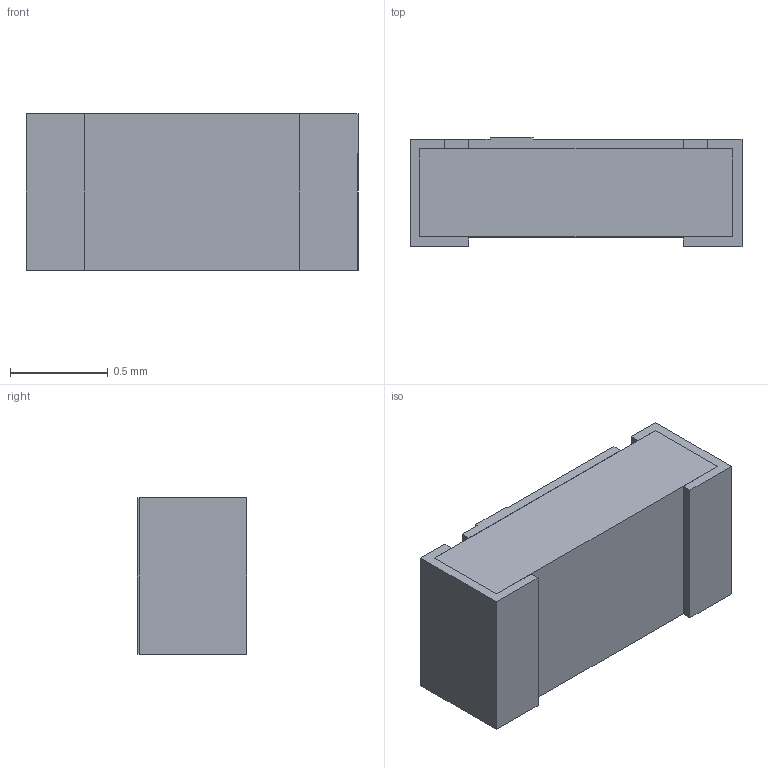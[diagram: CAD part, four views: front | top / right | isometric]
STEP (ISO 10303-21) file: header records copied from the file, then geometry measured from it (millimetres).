
FILE_DESCRIPTION (( 'STEP AP214' ), '1' );
FILE_NAME ('523CDA38-1BFB-4108-9114-EFB3429D454A.STEP', '2024-08-15T08:07:26', ( '' ), ( '' ), 'SwSTEP 2.0', 'SolidWorks 2022', '' );
FILE_SCHEMA (( 'AUTOMOTIVE_DESIGN' ));
Length unit declared in the file: millimetre
Products named in the file (1): 523CDA38-1BFB-4108-9114-EFB3429D454A
Bounding box: 1.7 x 0.56 x 0.8 mm (x, y, z)
Volume: 0.7 mm3; surface area: 10.3 mm2
Topology: 4 solids, 4 shells, 44 faces, 108 edges, 72 vertices
Faces by surface type: plane 44
Entity records: 1740 total; most frequent: CARTESIAN_POINT 225, ORIENTED_EDGE 216, DIRECTION 198, LINE 108, VECTOR 108, EDGE_CURVE 108, VERTEX_POINT 72, AXIS2_PLACEMENT_3D 45
